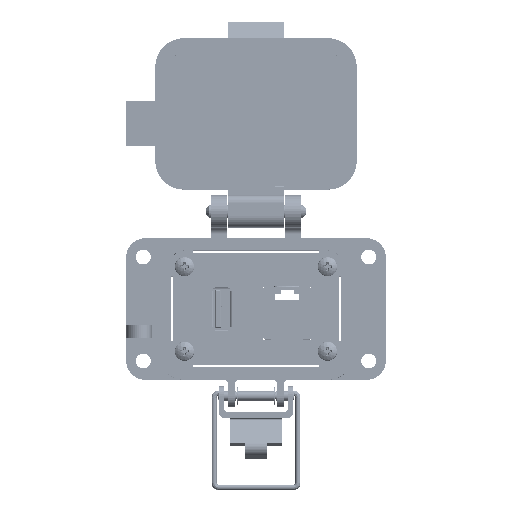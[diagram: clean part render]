
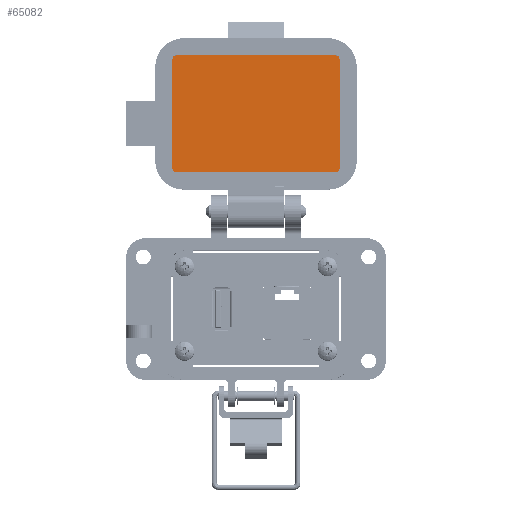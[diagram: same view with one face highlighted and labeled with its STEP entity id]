
A CAD part, top view. The second image highlights one B-rep face of the part: STEP entity #65082.
In plain terms, the highlighted planar face has unit normal (0, 0, 1).
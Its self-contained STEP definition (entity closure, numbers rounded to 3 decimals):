
#25 = EDGE_CURVE ( 'NONE', #58627, #72524, #89472, .T. ) ;
#3556 = EDGE_CURVE ( 'NONE', #9643, #32958, #78188, .T. ) ;
#3804 = DIRECTION ( 'NONE',  ( -1., 0., 0. ) ) ;
#5401 = VERTEX_POINT ( 'NONE', #52541 ) ;
#9643 = VERTEX_POINT ( 'NONE', #91140 ) ;
#10127 = DIRECTION ( 'NONE',  ( 0., 0., -1. ) ) ;
#10572 = CARTESIAN_POINT ( 'NONE',  ( -24.827, 50.257, -23.97 ) ) ;
#10696 = ORIENTED_EDGE ( 'NONE', *, *, #25, .F. ) ;
#11051 = DIRECTION ( 'NONE',  ( 0., 0., -1. ) ) ;
#13519 = DIRECTION ( 'NONE',  ( -1., 0., 0. ) ) ;
#13749 = DIRECTION ( 'NONE',  ( 0., 1., 0. ) ) ;
#18749 = DIRECTION ( 'NONE',  ( -1., 0., 0. ) ) ;
#19065 = DIRECTION ( 'NONE',  ( 0., 0., -1. ) ) ;
#19335 = CARTESIAN_POINT ( 'NONE',  ( 25.885, 67.329, -23.97 ) ) ;
#19602 = CIRCLE ( 'NONE', #31904, 1.057 ) ;
#22022 = CIRCLE ( 'NONE', #68258, 1.057 ) ;
#23199 = DIRECTION ( 'NONE',  ( 0., 0., -1. ) ) ;
#26296 = PLANE ( 'NONE',  #67117 ) ;
#27905 = ORIENTED_EDGE ( 'NONE', *, *, #39213, .F. ) ;
#27999 = VECTOR ( 'NONE', #92626, 1000. ) ;
#28285 = CARTESIAN_POINT ( 'NONE',  ( -25.885, 67.329, -23.97 ) ) ;
#31904 = AXIS2_PLACEMENT_3D ( 'NONE', #46352, #23199, #88797 ) ;
#32326 = VECTOR ( 'NONE', #81308, 1000. ) ;
#32958 = VERTEX_POINT ( 'NONE', #58940 ) ;
#35674 = CIRCLE ( 'NONE', #57311, 1.057 ) ;
#38895 = EDGE_CURVE ( 'NONE', #61574, #58627, #22022, .T. ) ;
#39213 = EDGE_CURVE ( 'NONE', #64479, #5401, #35674, .T. ) ;
#44852 = CARTESIAN_POINT ( 'NONE',  ( -24.827, 49.199, -23.97 ) ) ;
#45059 = CARTESIAN_POINT ( 'NONE',  ( 24.827, 85.458, -23.97 ) ) ;
#45152 = CARTESIAN_POINT ( 'NONE',  ( 0., 85.458, -23.97 ) ) ;
#46352 = CARTESIAN_POINT ( 'NONE',  ( 24.827, 84.4, -23.97 ) ) ;
#48314 = EDGE_LOOP ( 'NONE', ( #74828, #74703, #27905, #58511, #83569, #51939, #58422, #10696 ) ) ;
#48758 = VECTOR ( 'NONE', #94454, 1000. ) ;
#50202 = DIRECTION ( 'NONE',  ( 0., 0., -1. ) ) ;
#51939 = ORIENTED_EDGE ( 'NONE', *, *, #3556, .F. ) ;
#52541 = CARTESIAN_POINT ( 'NONE',  ( -25.885, 50.257, -23.97 ) ) ;
#53182 = CIRCLE ( 'NONE', #63984, 1.057 ) ;
#57311 = AXIS2_PLACEMENT_3D ( 'NONE', #10572, #11051, #3804 ) ;
#58422 = ORIENTED_EDGE ( 'NONE', *, *, #67847, .F. ) ;
#58511 = ORIENTED_EDGE ( 'NONE', *, *, #66535, .F. ) ;
#58627 = VERTEX_POINT ( 'NONE', #58891 ) ;
#58891 = CARTESIAN_POINT ( 'NONE',  ( -24.827, 85.458, -23.97 ) ) ;
#58940 = CARTESIAN_POINT ( 'NONE',  ( 25.885, 50.257, -23.97 ) ) ;
#61574 = VERTEX_POINT ( 'NONE', #83386 ) ;
#63984 = AXIS2_PLACEMENT_3D ( 'NONE', #69938, #10127, #18749 ) ;
#64479 = VERTEX_POINT ( 'NONE', #44852 ) ;
#65082 = ADVANCED_FACE ( 'NONE', ( #71220 ), #26296, .F. ) ;
#66535 = EDGE_CURVE ( 'NONE', #71989, #64479, #71878, .T. ) ;
#66972 = EDGE_CURVE ( 'NONE', #5401, #61574, #94809, .T. ) ;
#67025 = CARTESIAN_POINT ( 'NONE',  ( 0., 49.199, -23.97 ) ) ;
#67117 = AXIS2_PLACEMENT_3D ( 'NONE', #79356, #19065, #13749 ) ;
#67847 = EDGE_CURVE ( 'NONE', #72524, #9643, #19602, .T. ) ;
#68258 = AXIS2_PLACEMENT_3D ( 'NONE', #86822, #50202, #13519 ) ;
#69938 = CARTESIAN_POINT ( 'NONE',  ( 24.827, 50.257, -23.97 ) ) ;
#71220 = FACE_OUTER_BOUND ( 'NONE', #48314, .T. ) ;
#71878 = LINE ( 'NONE', #67025, #48758 ) ;
#71989 = VERTEX_POINT ( 'NONE', #86174 ) ;
#72524 = VERTEX_POINT ( 'NONE', #45059 ) ;
#74703 = ORIENTED_EDGE ( 'NONE', *, *, #66972, .F. ) ;
#74828 = ORIENTED_EDGE ( 'NONE', *, *, #38895, .F. ) ;
#78188 = LINE ( 'NONE', #19335, #27999 ) ;
#79356 = CARTESIAN_POINT ( 'NONE',  ( 0., 67.329, -23.97 ) ) ;
#81308 = DIRECTION ( 'NONE',  ( 1., 0., 0. ) ) ;
#83386 = CARTESIAN_POINT ( 'NONE',  ( -25.885, 84.4, -23.97 ) ) ;
#83569 = ORIENTED_EDGE ( 'NONE', *, *, #93264, .F. ) ;
#86174 = CARTESIAN_POINT ( 'NONE',  ( 24.828, 49.199, -23.97 ) ) ;
#86822 = CARTESIAN_POINT ( 'NONE',  ( -24.827, 84.4, -23.97 ) ) ;
#88797 = DIRECTION ( 'NONE',  ( -1., 0., 0. ) ) ;
#88868 = VECTOR ( 'NONE', #95285, 1000. ) ;
#89472 = LINE ( 'NONE', #45152, #32326 ) ;
#91140 = CARTESIAN_POINT ( 'NONE',  ( 25.885, 84.4, -23.97 ) ) ;
#92626 = DIRECTION ( 'NONE',  ( 0., -1., 0. ) ) ;
#93264 = EDGE_CURVE ( 'NONE', #32958, #71989, #53182, .T. ) ;
#94454 = DIRECTION ( 'NONE',  ( -1., 0., 0. ) ) ;
#94809 = LINE ( 'NONE', #28285, #88868 ) ;
#95285 = DIRECTION ( 'NONE',  ( 0., 1., 0. ) ) ;
